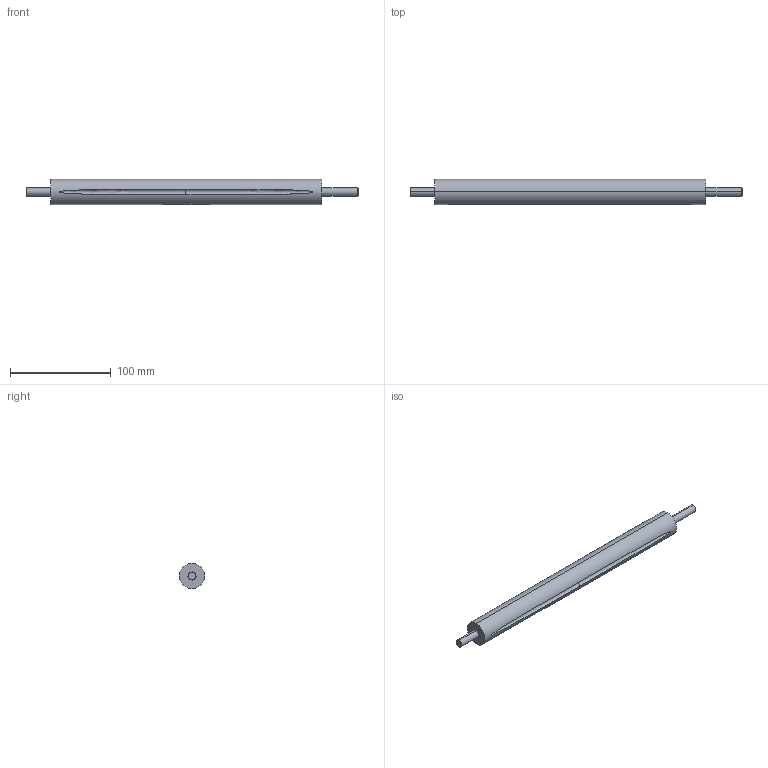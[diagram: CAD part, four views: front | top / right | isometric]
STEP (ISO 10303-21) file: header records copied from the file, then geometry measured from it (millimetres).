
FILE_DESCRIPTION (( 'STEP AP214' ), '1' );
FILE_NAME ('DispenseRodEQ_LOOP2.STEP', '2024-10-09T10:45:48', ( '' ), ( '' ), 'SwSTEP 2.0', 'SolidWorks 2024', '' );
FILE_SCHEMA (( 'AUTOMOTIVE_DESIGN' ));
Length unit declared in the file: millimetre
Products named in the file (1): DispenseRodEQ_LOOP2
Bounding box: 330 x 25 x 25 mm (x, y, z)
Volume: 132454.9 mm3; surface area: 24540.2 mm2
Topology: 1 solids, 1 shells, 22 faces, 59 edges, 40 vertices
Faces by surface type: cylinder 6, plane 6, cone 4, bspline 4, sphere 2
Entity records: 1466 total; most frequent: CARTESIAN_POINT 906, DIRECTION 117, ORIENTED_EDGE 110, EDGE_CURVE 55, AXIS2_PLACEMENT_3D 53, VERTEX_POINT 38, CIRCLE 34, EDGE_LOOP 25
